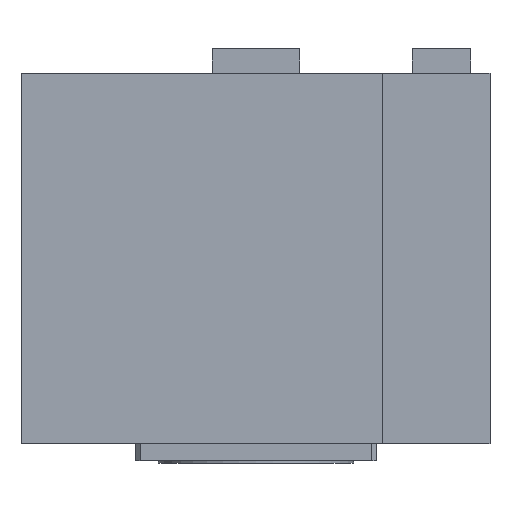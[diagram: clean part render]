
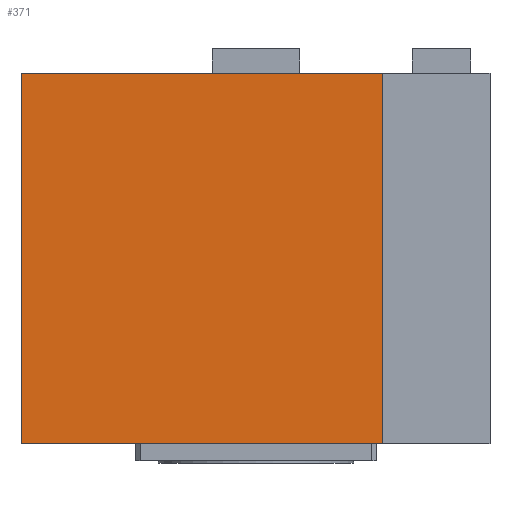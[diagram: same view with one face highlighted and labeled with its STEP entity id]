
A CAD part, left-side view. The second image highlights one B-rep face of the part: STEP entity #371.
In plain terms, the highlighted planar face has unit normal (-1, 0, 0).
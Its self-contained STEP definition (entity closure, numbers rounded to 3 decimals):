
#84=FACE_OUTER_BOUND('',#530,.T.);
#166=LINE('',#1878,#280);
#180=LINE('',#1977,#294);
#181=LINE('',#1979,#295);
#182=LINE('',#1981,#296);
#280=VECTOR('',#1480,1.);
#294=VECTOR('',#1520,1.);
#295=VECTOR('',#1521,1.);
#296=VECTOR('',#1522,1.);
#371=ADVANCED_FACE('',(#84),#426,.T.);
#426=PLANE('',#1268);
#530=EDGE_LOOP('',(#718,#719,#720,#721));
#718=ORIENTED_EDGE('',*,*,#1081,.F.);
#719=ORIENTED_EDGE('',*,*,#1082,.F.);
#720=ORIENTED_EDGE('',*,*,#1083,.T.);
#721=ORIENTED_EDGE('',*,*,#1061,.T.);
#939=VERTEX_POINT('',#1877);
#940=VERTEX_POINT('',#1879);
#954=VERTEX_POINT('',#1978);
#955=VERTEX_POINT('',#1980);
#1061=EDGE_CURVE('',#940,#939,#166,.T.);
#1081=EDGE_CURVE('',#954,#939,#180,.T.);
#1082=EDGE_CURVE('',#955,#954,#181,.T.);
#1083=EDGE_CURVE('',#955,#940,#182,.T.);
#1268=AXIS2_PLACEMENT_3D('',#1982,#1523,#1524);
#1480=DIRECTION('',(0.,0.,1.));
#1520=DIRECTION('',(0.,-1.,0.));
#1521=DIRECTION('',(0.,0.,1.));
#1522=DIRECTION('',(0.,-1.,0.));
#1523=DIRECTION('',(-1.,0.,0.));
#1524=DIRECTION('',(0.,0.,1.));
#1877=CARTESIAN_POINT('',(-74.,-26.,0.));
#1878=CARTESIAN_POINT('',(-74.,-26.,-76.));
#1879=CARTESIAN_POINT('',(-74.,-26.,-76.));
#1977=CARTESIAN_POINT('',(-74.,-26.,0.));
#1978=CARTESIAN_POINT('',(-74.,48.,0.));
#1979=CARTESIAN_POINT('',(-74.,48.,-76.));
#1980=CARTESIAN_POINT('',(-74.,48.,-76.));
#1981=CARTESIAN_POINT('',(-74.,-26.,-76.));
#1982=CARTESIAN_POINT('',(-74.,-26.,-76.));
